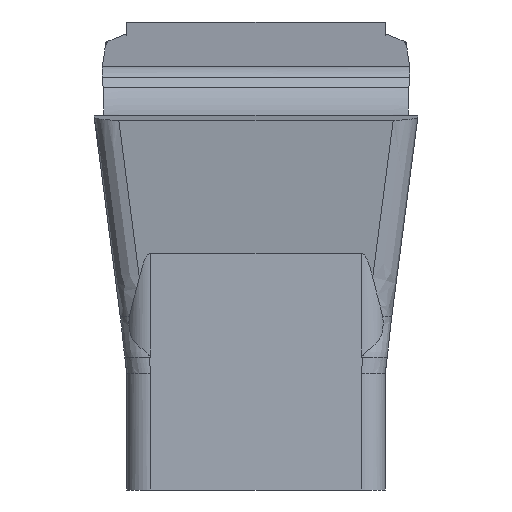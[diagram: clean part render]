
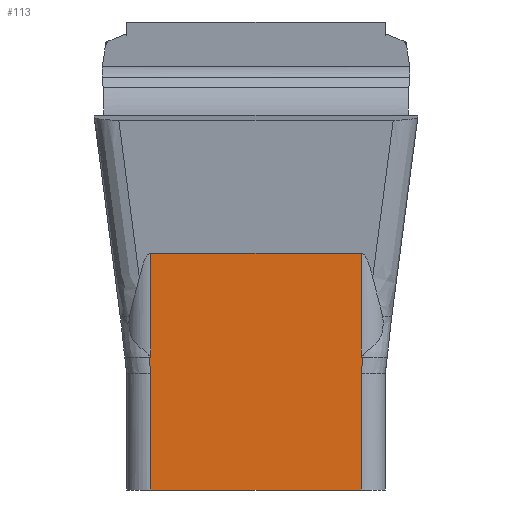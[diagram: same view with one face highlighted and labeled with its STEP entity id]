
A CAD part, front view. The second image highlights one B-rep face of the part: STEP entity #113.
In plain terms, the highlighted planar face has unit normal (0, -1, 0).
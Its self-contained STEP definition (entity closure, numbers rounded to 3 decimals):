
#113=ADVANCED_FACE('SIDE_IB_1_SU3',(#201),#163,.F.);
#163=PLANE('',#1255);
#201=FACE_OUTER_BOUND('',#263,.T.);
#263=EDGE_LOOP('',(#473,#474,#475,#476,#477,#478,#479,#480,#481,#482));
#473=ORIENTED_EDGE('',*,*,#904,.F.);
#474=ORIENTED_EDGE('',*,*,#894,.T.);
#475=ORIENTED_EDGE('',*,*,#905,.T.);
#476=ORIENTED_EDGE('',*,*,#906,.T.);
#477=ORIENTED_EDGE('',*,*,#907,.T.);
#478=ORIENTED_EDGE('',*,*,#883,.T.);
#479=ORIENTED_EDGE('',*,*,#908,.T.);
#480=ORIENTED_EDGE('',*,*,#909,.T.);
#481=ORIENTED_EDGE('',*,*,#910,.T.);
#482=ORIENTED_EDGE('',*,*,#892,.T.);
#745=VERTEX_POINT('',#2349);
#746=VERTEX_POINT('',#2351);
#751=VERTEX_POINT('',#2371);
#752=VERTEX_POINT('',#2373);
#753=VERTEX_POINT('',#2379);
#754=VERTEX_POINT('',#2380);
#759=VERTEX_POINT('',#2409);
#760=VERTEX_POINT('',#2411);
#761=VERTEX_POINT('',#2414);
#762=VERTEX_POINT('',#2416);
#883=EDGE_CURVE('',#746,#745,#992,.T.);
#892=EDGE_CURVE('',#752,#751,#995,.T.);
#894=EDGE_CURVE('',#753,#754,#996,.T.);
#904=EDGE_CURVE('',#753,#751,#1002,.T.);
#905=EDGE_CURVE('',#754,#759,#1185,.T.);
#906=EDGE_CURVE('',#759,#760,#1003,.T.);
#907=EDGE_CURVE('',#760,#746,#1004,.T.);
#908=EDGE_CURVE('',#745,#761,#1005,.T.);
#909=EDGE_CURVE('',#761,#762,#1006,.T.);
#910=EDGE_CURVE('',#762,#752,#1186,.T.);
#992=LINE('',#2350,#1072);
#995=LINE('',#2372,#1075);
#996=LINE('',#2378,#1076);
#1002=LINE('',#2404,#1082);
#1003=LINE('',#2410,#1083);
#1004=LINE('',#2412,#1084);
#1005=LINE('',#2413,#1085);
#1006=LINE('',#2415,#1086);
#1072=VECTOR('',#1360,1.);
#1075=VECTOR('',#1377,1.);
#1076=VECTOR('',#1380,1.);
#1082=VECTOR('',#1392,1.);
#1083=VECTOR('',#1393,1.);
#1084=VECTOR('',#1394,1.);
#1085=VECTOR('',#1395,1.);
#1086=VECTOR('',#1396,1.);
#1185=B_SPLINE_CURVE_WITH_KNOTS('',3,(#2405,#2406,#2407,#2408),
 .UNSPECIFIED.,.F.,.F.,(4,4),(0.,1.),.UNSPECIFIED.);
#1186=B_SPLINE_CURVE_WITH_KNOTS('',3,(#2417,#2418,#2419,#2420),
 .UNSPECIFIED.,.F.,.F.,(4,4),(0.,1.),.UNSPECIFIED.);
#1255=AXIS2_PLACEMENT_3D('',#2421,#1397,#1398);
#1360=DIRECTION('',(-1.,0.,0.));
#1377=DIRECTION('',(0.,0.,-1.));
#1380=DIRECTION('',(0.,0.,1.));
#1392=DIRECTION('',(-1.,0.,0.));
#1393=DIRECTION('',(-1.,0.,0.));
#1394=DIRECTION('',(0.,0.,1.));
#1395=DIRECTION('',(0.,0.,-1.));
#1396=DIRECTION('',(-1.,0.,0.));
#1397=DIRECTION('',(0.,1.,0.));
#1398=DIRECTION('',(0.,0.,1.));
#2349=CARTESIAN_POINT('',(-1.3,-12.226,-1.566));
#2350=CARTESIAN_POINT('',(-1.92,-12.226,-1.566));
#2351=CARTESIAN_POINT('',(1.3,-12.226,-1.566));
#2371=CARTESIAN_POINT('',(-1.3,-12.226,-4.495));
#2372=CARTESIAN_POINT('',(-1.3,-12.226,-5.995));
#2373=CARTESIAN_POINT('',(-1.3,-12.226,-3.052));
#2378=CARTESIAN_POINT('',(1.3,-12.226,-5.995));
#2379=CARTESIAN_POINT('',(1.3,-12.226,-4.495));
#2380=CARTESIAN_POINT('',(1.3,-12.226,-3.052));
#2404=CARTESIAN_POINT('',(-1.92,-12.226,-4.495));
#2405=CARTESIAN_POINT('',(1.3,-12.226,-3.052));
#2406=CARTESIAN_POINT('',(1.308,-12.226,-2.985));
#2407=CARTESIAN_POINT('',(1.317,-12.226,-2.918));
#2408=CARTESIAN_POINT('',(1.325,-12.226,-2.851));
#2409=CARTESIAN_POINT('',(1.325,-12.226,-2.851));
#2410=CARTESIAN_POINT('',(0.,-12.226,-2.851));
#2411=CARTESIAN_POINT('',(1.3,-12.226,-2.851));
#2412=CARTESIAN_POINT('',(1.3,-12.226,-5.995));
#2413=CARTESIAN_POINT('',(-1.3,-12.226,-5.995));
#2414=CARTESIAN_POINT('',(-1.3,-12.226,-2.851));
#2415=CARTESIAN_POINT('',(0.,-12.226,-2.851));
#2416=CARTESIAN_POINT('',(-1.325,-12.226,-2.851));
#2417=CARTESIAN_POINT('',(-1.325,-12.226,-2.851));
#2418=CARTESIAN_POINT('',(-1.317,-12.226,-2.918));
#2419=CARTESIAN_POINT('',(-1.308,-12.226,-2.985));
#2420=CARTESIAN_POINT('',(-1.3,-12.226,-3.052));
#2421=CARTESIAN_POINT('',(-1.92,-12.226,-5.995));
